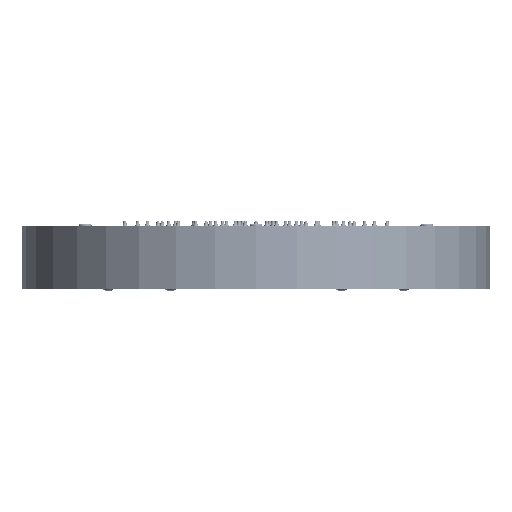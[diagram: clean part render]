
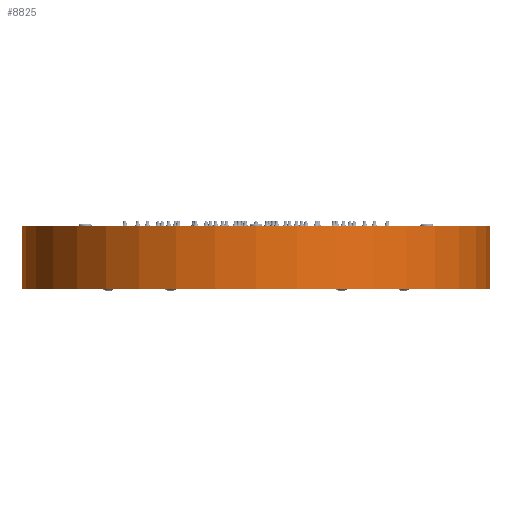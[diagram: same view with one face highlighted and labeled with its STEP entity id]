
A CAD part, front view. The second image highlights one B-rep face of the part: STEP entity #8825.
In plain terms, the highlighted cylindrical face has radius 185 mm (diameter 370 mm), a partial arc.
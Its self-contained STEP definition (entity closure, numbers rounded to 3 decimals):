
#8825=ADVANCED_FACE('',(#19763),#19764,.T.);
#19763=FACE_OUTER_BOUND('',#31318,.T.);
#19764=CYLINDRICAL_SURFACE('',#31319,185.0);
#31318=EDGE_LOOP('',(#52887,#52888,#52889,#52890));
#31319=AXIS2_PLACEMENT_3D('',#52891,#52892,#52893);
#52887=ORIENTED_EDGE('',*,*,#60793,.F.);
#52888=ORIENTED_EDGE('',*,*,#60797,.T.);
#52889=ORIENTED_EDGE('',*,*,#60790,.T.);
#52890=ORIENTED_EDGE('',*,*,#60798,.F.);
#52891=CARTESIAN_POINT('',(0.0,0.0,0.0));
#52892=DIRECTION('',(0.0,0.0,-1.0));
#52893=DIRECTION('',(0.0,1.0,0.0));
#60790=EDGE_CURVE('',#72484,#72488,#72490,.T.);
#60793=EDGE_CURVE('',#72492,#72495,#72496,.T.);
#60797=EDGE_CURVE('',#72492,#72484,#72501,.T.);
#60798=EDGE_CURVE('',#72495,#72488,#72502,.T.);
#72484=VERTEX_POINT('',#86572);
#72488=VERTEX_POINT('',#86577);
#72490=CIRCLE('',#86580,185.0);
#72492=VERTEX_POINT('',#86582);
#72495=VERTEX_POINT('',#86586);
#72496=CIRCLE('',#86587,185.0);
#72501=LINE('',#86593,#86594);
#72502=LINE('',#86595,#86596);
#86572=CARTESIAN_POINT('',(-0.1,185.,-50.0));
#86577=CARTESIAN_POINT('',(0.1,185.,-50.0));
#86580=AXIS2_PLACEMENT_3D('',#96669,#96670,#96671);
#86582=CARTESIAN_POINT('',(-0.1,185.,0.0));
#86586=CARTESIAN_POINT('',(0.1,185.,0.0));
#86587=AXIS2_PLACEMENT_3D('',#96673,#96674,#96675);
#86593=CARTESIAN_POINT('',(-0.1,185.,0.0));
#86594=VECTOR('',#96680,1.0);
#86595=CARTESIAN_POINT('',(0.1,185.,0.0));
#86596=VECTOR('',#96681,1.0);
#96669=CARTESIAN_POINT('',(0.0,0.0,-50.0));
#96670=DIRECTION('',(0.0,-0.0,1.0));
#96671=DIRECTION('',(0.0,1.0,0.0));
#96673=CARTESIAN_POINT('',(0.0,0.0,0.0));
#96674=DIRECTION('',(0.0,-0.0,1.0));
#96675=DIRECTION('',(0.0,1.0,0.0));
#96680=DIRECTION('',(0.0,0.0,-1.0));
#96681=DIRECTION('',(0.0,0.0,-1.0));
